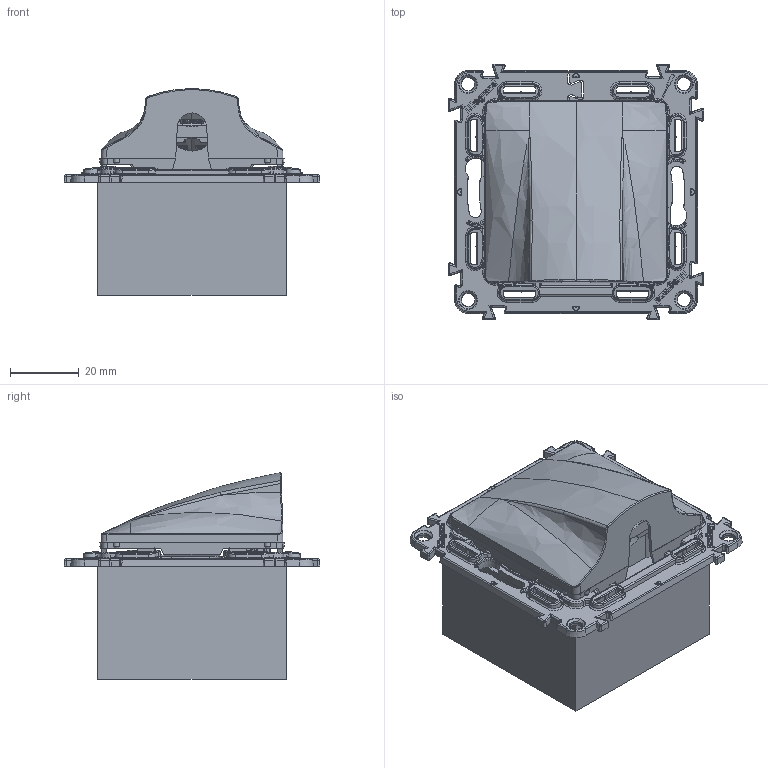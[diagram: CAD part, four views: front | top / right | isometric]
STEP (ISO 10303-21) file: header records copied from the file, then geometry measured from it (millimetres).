
FILE_DESCRIPTION(('CATIA V5 STEP Exchange','CAx-IF Rec.Pracs.--- Model Styling and Organization---1.4--- 2014-01-23'),'2;1');
FILE_NAME('753334_AllCATPart.stp','2020-02-13T10:49:37+00:00',('none'),('none'),'CATIA Version 5-6 Release 2017 SP3','CATIA V5 STEP AP214','none');
FILE_SCHEMA(('AUTOMOTIVE_DESIGN { 1 0 10303 214 1 1 1 1 }'));
Products named in the file (1): 753334_AllCATPart
Bounding box: 74.7 x 74.7 x 60.36 mm (x, y, z)
Volume: 100944.4 mm3; surface area: 40597.3 mm2
Topology: 1 solids, 18 shells, 7701 faces, 22081 edges, 14486 vertices
Faces by surface type: plane 6320, bspline 497, cylinder 493, cone 255, torus 96, sphere 28, extrusion 12
Entity records: 273846 total; most frequent: CARTESIAN_POINT 95425, ORIENTED_EDGE 44074, DIRECTION 25710, EDGE_CURVE 22037, VERTEX_POINT 14486, VECTOR 11688, LINE 11676, B_SPLINE_CURVE_WITH_KNOTS 9381
